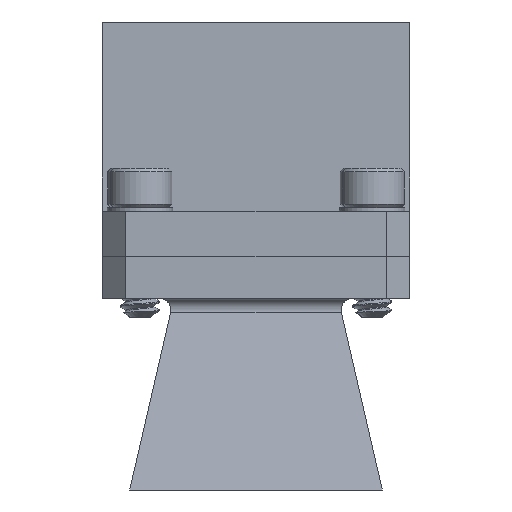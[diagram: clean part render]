
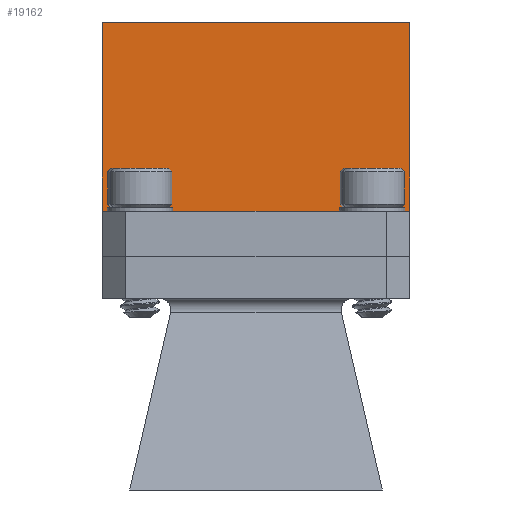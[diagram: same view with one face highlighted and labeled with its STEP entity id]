
A CAD part, front view. The second image highlights one B-rep face of the part: STEP entity #19162.
In plain terms, the highlighted planar face has unit normal (0, -1, 0).
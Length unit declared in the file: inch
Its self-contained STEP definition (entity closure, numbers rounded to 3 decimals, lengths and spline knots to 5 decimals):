
#1925 = ORIENTED_EDGE ( 'NONE', *, *, #2341, .T. ) ;
#2252 = DIRECTION ( 'NONE',  ( -1., 0., 0. ) ) ;
#2341 = EDGE_CURVE ( 'NONE', #41560, #4768, #42462, .T. ) ;
#4275 = EDGE_CURVE ( 'NONE', #16929, #34988, #13494, .T. ) ;
#4711 = FACE_OUTER_BOUND ( 'NONE', #16846, .T. ) ;
#4768 = VERTEX_POINT ( 'NONE', #15127 ) ;
#5045 = DIRECTION ( 'NONE',  ( 0., 0., -1. ) ) ;
#7325 = AXIS2_PLACEMENT_3D ( 'NONE', #38078, #18301, #11774 ) ;
#8204 = ORIENTED_EDGE ( 'NONE', *, *, #11374, .T. ) ;
#9178 = LINE ( 'NONE', #12375, #30375 ) ;
#9686 = ORIENTED_EDGE ( 'NONE', *, *, #21009, .F. ) ;
#11374 = EDGE_CURVE ( 'NONE', #16929, #41560, #9178, .T. ) ;
#11440 = CARTESIAN_POINT ( 'NONE',  ( 0.657, -0.3, -0.193 ) ) ;
#11708 = CARTESIAN_POINT ( 'NONE',  ( 1.66261, -0.3, -1. ) ) ;
#11774 = DIRECTION ( 'NONE',  ( 0., 0., 1. ) ) ;
#12375 = CARTESIAN_POINT ( 'NONE',  ( 1.66261, -0.3, -0.193 ) ) ;
#12535 = CARTESIAN_POINT ( 'NONE',  ( 0.657, -0.3, -0.193 ) ) ;
#13494 = LINE ( 'NONE', #11440, #41383 ) ;
#14009 = VECTOR ( 'NONE', #26737, 39.37008 ) ;
#15127 = CARTESIAN_POINT ( 'NONE',  ( -0.657, -0.3, -1. ) ) ;
#16846 = EDGE_LOOP ( 'NONE', ( #25846, #8204, #1925, #9686 ) ) ;
#16929 = VERTEX_POINT ( 'NONE', #12535 ) ;
#18301 = DIRECTION ( 'NONE',  ( 0., 1., 0. ) ) ;
#19162 = ADVANCED_FACE ( 'NONE', ( #4711 ), #24783, .F. ) ;
#21009 = EDGE_CURVE ( 'NONE', #34988, #4768, #22775, .T. ) ;
#22775 = LINE ( 'NONE', #11708, #26855 ) ;
#24783 = PLANE ( 'NONE',  #7325 ) ;
#25846 = ORIENTED_EDGE ( 'NONE', *, *, #4275, .F. ) ;
#26595 = CARTESIAN_POINT ( 'NONE',  ( -0.657, -0.3, -0.193 ) ) ;
#26737 = DIRECTION ( 'NONE',  ( 0., 0., -1. ) ) ;
#26855 = VECTOR ( 'NONE', #2252, 39.37008 ) ;
#30375 = VECTOR ( 'NONE', #38669, 39.37008 ) ;
#34988 = VERTEX_POINT ( 'NONE', #35556 ) ;
#35556 = CARTESIAN_POINT ( 'NONE',  ( 0.657, -0.3, -1. ) ) ;
#36978 = CARTESIAN_POINT ( 'NONE',  ( -0.657, -0.3, -0.193 ) ) ;
#38078 = CARTESIAN_POINT ( 'NONE',  ( 1.66261, -0.3, -0.193 ) ) ;
#38669 = DIRECTION ( 'NONE',  ( -1., 0., 0. ) ) ;
#41383 = VECTOR ( 'NONE', #5045, 39.37008 ) ;
#41560 = VERTEX_POINT ( 'NONE', #36978 ) ;
#42462 = LINE ( 'NONE', #26595, #14009 ) ;
